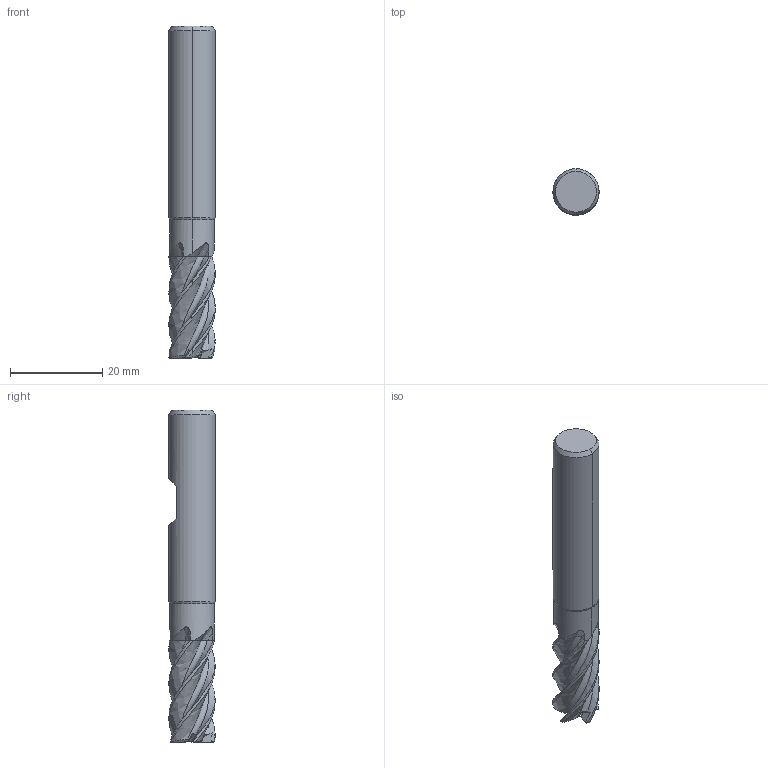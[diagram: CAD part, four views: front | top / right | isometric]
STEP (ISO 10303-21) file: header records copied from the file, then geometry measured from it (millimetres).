
FILE_DESCRIPTION(('no description'),'unknown implementation level');
FILE_NAME('K201693-10-Detail.stp',' ',('CIMSOURCE GmbH'),('CADClick - KiM GmbH - www.kimweb.de'),'unknown preprocess','ACIS','unknown authorization');
FILE_SCHEMA(('automotive_design'));
Length unit declared in the file: millimetre
Products named in the file (2): NOCUT; CUT
Bounding box: 10 x 10 x 72 mm (x, y, z)
Volume: 4724 mm3; surface area: 3256.9 mm2
Topology: 2 solids, 2 shells, 154 faces, 441 edges, 289 vertices
Faces by surface type: plane 65, bspline 40, cone 19, revolution 15, cylinder 10, torus 5
Entity records: 24661 total; most frequent: CARTESIAN_POINT 16117, STYLED_ITEM 886, PRESENTATION_STYLE_ASSIGNMENT 886, COLOUR_RGB 886, ORIENTED_EDGE 882, DIRECTION 587, EDGE_CURVE 441, CURVE_STYLE 441
